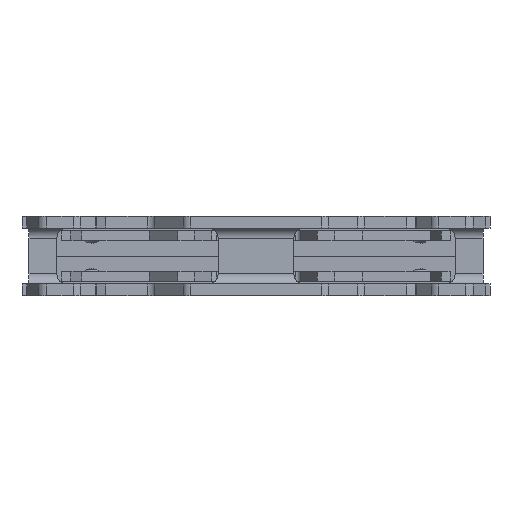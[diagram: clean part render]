
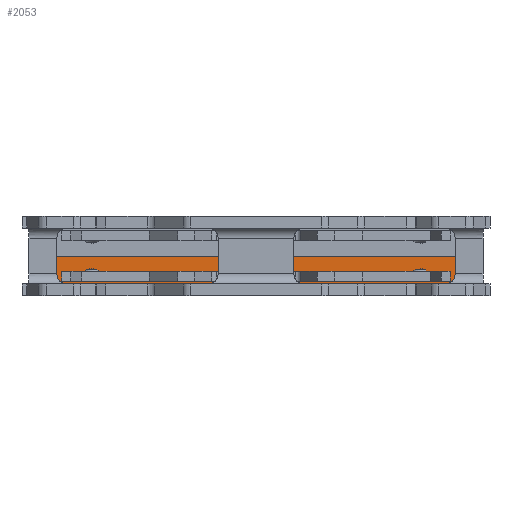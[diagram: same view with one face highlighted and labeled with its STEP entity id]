
A CAD part, front view. The second image highlights one B-rep face of the part: STEP entity #2053.
In plain terms, the highlighted face is planar.
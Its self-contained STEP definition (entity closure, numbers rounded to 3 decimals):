
#146=DIRECTION('',(-1.,0.,0.));
#147=VECTOR('',#146,40.4);
#148=CARTESIAN_POINT('',(20.2,0.,0.));
#149=LINE('',#148,#147);
#153=DIRECTION('',(1.,0.,0.));
#154=VECTOR('',#153,40.4);
#155=CARTESIAN_POINT('',(-20.2,0.,-4.));
#156=LINE('',#155,#154);
#925=DIRECTION('',(0.,0.,-1.));
#926=VECTOR('',#925,4.);
#927=CARTESIAN_POINT('',(20.2,0.,0.));
#928=LINE('',#927,#926);
#1615=DIRECTION('',(0.,0.,1.));
#1616=VECTOR('',#1615,4.);
#1617=CARTESIAN_POINT('',(-20.2,0.,-4.));
#1618=LINE('',#1617,#1616);
#1742=CARTESIAN_POINT('',(20.2,0.,0.));
#1743=CARTESIAN_POINT('',(-20.2,0.,0.));
#1744=VERTEX_POINT('',#1742);
#1745=VERTEX_POINT('',#1743);
#1746=CARTESIAN_POINT('',(-20.2,0.,-4.));
#1747=VERTEX_POINT('',#1746);
#1748=CARTESIAN_POINT('',(20.2,0.,-4.));
#1749=VERTEX_POINT('',#1748);
#2038=CARTESIAN_POINT('',(24.223,0.,4.8));
#2039=DIRECTION('',(0.,1.,0.));
#2040=DIRECTION('',(-1.,0.,0.));
#2041=AXIS2_PLACEMENT_3D('',#2038,#2039,#2040);
#2042=PLANE('',#2041);
#2044=ORIENTED_EDGE('',*,*,#2043,.T.);
#2046=ORIENTED_EDGE('',*,*,#2045,.F.);
#2048=ORIENTED_EDGE('',*,*,#2047,.T.);
#2050=ORIENTED_EDGE('',*,*,#2049,.F.);
#2051=EDGE_LOOP('',(#2044,#2046,#2048,#2050));
#2052=FACE_OUTER_BOUND('',#2051,.F.);
#2043=EDGE_CURVE('',#1744,#1745,#149,.T.);
#2045=EDGE_CURVE('',#1747,#1745,#1618,.T.);
#2047=EDGE_CURVE('',#1747,#1749,#156,.T.);
#2049=EDGE_CURVE('',#1744,#1749,#928,.T.);
#2053=ADVANCED_FACE('',(#2052),#2042,.T.);
